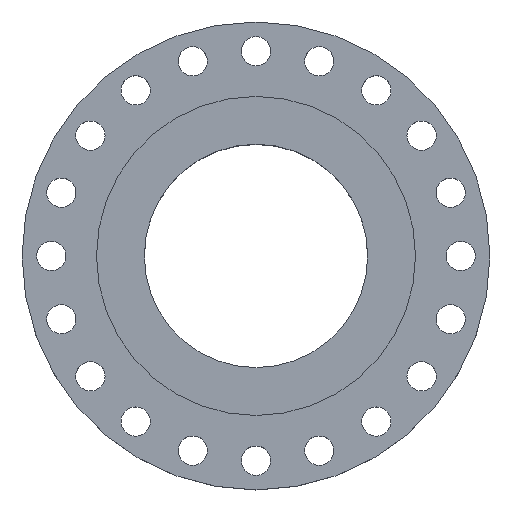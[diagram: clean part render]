
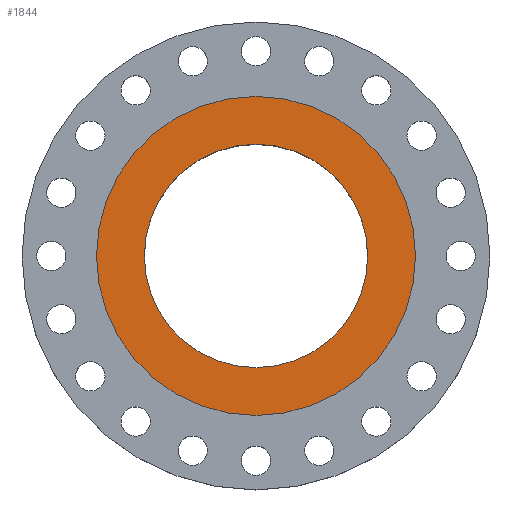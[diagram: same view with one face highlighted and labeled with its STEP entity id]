
A CAD part, top view. The second image highlights one B-rep face of the part: STEP entity #1844.
In plain terms, the highlighted planar face has unit normal (0, 0, 1).
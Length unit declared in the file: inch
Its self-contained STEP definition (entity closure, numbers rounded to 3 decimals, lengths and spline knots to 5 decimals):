
#10 = DIRECTION ( 'NONE',  ( 0., 0., -1. ) ) ;
#58 = DIRECTION ( 'NONE',  ( 1., 0., 0. ) ) ;
#250 = AXIS2_PLACEMENT_3D ( 'NONE', #1289, #1932, #1775 ) ;
#272 = AXIS2_PLACEMENT_3D ( 'NONE', #1581, #10, #985 ) ;
#282 = PLANE ( 'NONE',  #272 ) ;
#313 = CARTESIAN_POINT ( 'NONE',  ( 0., 0., 0. ) ) ;
#458 = VERTEX_POINT ( 'NONE', #697 ) ;
#497 = CIRCLE ( 'NONE', #1804, 5.25 ) ;
#666 = EDGE_CURVE ( 'NONE', #1938, #1827, #1879, .T. ) ;
#697 = CARTESIAN_POINT ( 'NONE',  ( 5.25, 0., 0. ) ) ;
#699 = DIRECTION ( 'NONE',  ( 0., 0., 1. ) ) ;
#791 = EDGE_CURVE ( 'NONE', #1260, #458, #996, .T. ) ;
#807 = DIRECTION ( 'NONE',  ( 1., 0., 0. ) ) ;
#899 = ORIENTED_EDGE ( 'NONE', *, *, #791, .F. ) ;
#958 = AXIS2_PLACEMENT_3D ( 'NONE', #1196, #1541, #1999 ) ;
#981 = EDGE_CURVE ( 'NONE', #458, #1260, #497, .T. ) ;
#985 = DIRECTION ( 'NONE',  ( -1., 0., 0. ) ) ;
#996 = CIRCLE ( 'NONE', #958, 5.25 ) ;
#1028 = CARTESIAN_POINT ( 'NONE',  ( 0., 0., 0. ) ) ;
#1079 = ORIENTED_EDGE ( 'NONE', *, *, #981, .F. ) ;
#1096 = FACE_BOUND ( 'NONE', #1428, .T. ) ;
#1153 = CARTESIAN_POINT ( 'NONE',  ( -5.25, 0., 0. ) ) ;
#1196 = CARTESIAN_POINT ( 'NONE',  ( 0., 0., 0. ) ) ;
#1241 = EDGE_CURVE ( 'NONE', #1827, #1938, #1470, .T. ) ;
#1260 = VERTEX_POINT ( 'NONE', #1153 ) ;
#1289 = CARTESIAN_POINT ( 'NONE',  ( 0., 0., 0. ) ) ;
#1394 = ORIENTED_EDGE ( 'NONE', *, *, #666, .T. ) ;
#1428 = EDGE_LOOP ( 'NONE', ( #1079, #899 ) ) ;
#1470 = CIRCLE ( 'NONE', #1704, 7.5 ) ;
#1541 = DIRECTION ( 'NONE',  ( 0., 0., 1. ) ) ;
#1566 = CARTESIAN_POINT ( 'NONE',  ( 7.5, 0., 0. ) ) ;
#1581 = CARTESIAN_POINT ( 'NONE',  ( 0., 5.25, 0. ) ) ;
#1699 = EDGE_LOOP ( 'NONE', ( #1814, #1394 ) ) ;
#1704 = AXIS2_PLACEMENT_3D ( 'NONE', #313, #1761, #807 ) ;
#1725 = FACE_OUTER_BOUND ( 'NONE', #1699, .T. ) ;
#1729 = CARTESIAN_POINT ( 'NONE',  ( -7.5, 0., 0. ) ) ;
#1761 = DIRECTION ( 'NONE',  ( 0., 0., 1. ) ) ;
#1775 = DIRECTION ( 'NONE',  ( 1., 0., 0. ) ) ;
#1804 = AXIS2_PLACEMENT_3D ( 'NONE', #1028, #699, #58 ) ;
#1814 = ORIENTED_EDGE ( 'NONE', *, *, #1241, .T. ) ;
#1827 = VERTEX_POINT ( 'NONE', #1566 ) ;
#1844 = ADVANCED_FACE ( 'NONE', ( #1096, #1725 ), #282, .F. ) ;
#1879 = CIRCLE ( 'NONE', #250, 7.5 ) ;
#1932 = DIRECTION ( 'NONE',  ( 0., 0., 1. ) ) ;
#1938 = VERTEX_POINT ( 'NONE', #1729 ) ;
#1999 = DIRECTION ( 'NONE',  ( 1., 0., 0. ) ) ;
